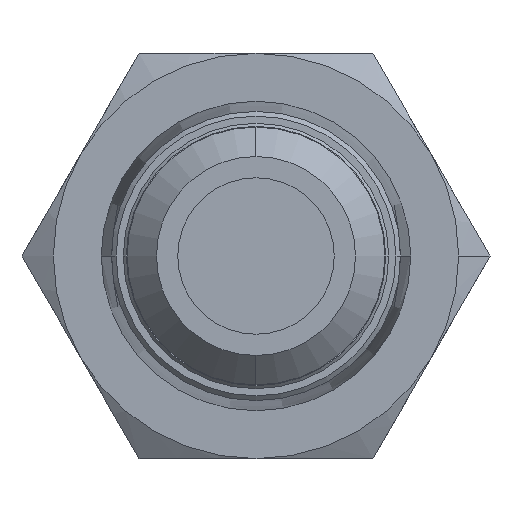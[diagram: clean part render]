
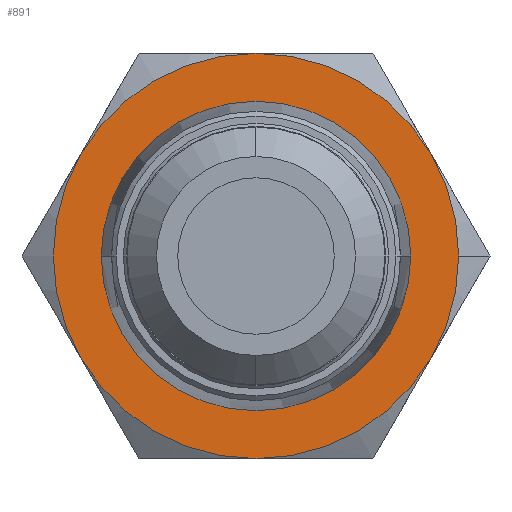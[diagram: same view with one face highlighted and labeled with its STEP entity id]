
A CAD part, front view. The second image highlights one B-rep face of the part: STEP entity #891.
In plain terms, the highlighted planar face has unit normal (0, -1, 0).
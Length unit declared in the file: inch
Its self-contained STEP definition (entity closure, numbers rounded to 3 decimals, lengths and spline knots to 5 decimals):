
#12 = CARTESIAN_POINT ( 'NONE',  ( 0., 11.499, 0. ) ) ;
#156 = EDGE_CURVE ( 'NONE', #2294, #662, #3413, .T. ) ;
#177 = CIRCLE ( 'NONE', #3313, 0.6875 ) ;
#244 = DIRECTION ( 'NONE',  ( 1., 0., 0. ) ) ;
#305 = CARTESIAN_POINT ( 'NONE',  ( 0., 11.499, -0.6875 ) ) ;
#359 = EDGE_CURVE ( 'NONE', #2540, #2294, #3460, .T. ) ;
#360 = AXIS2_PLACEMENT_3D ( 'NONE', #2070, #2071, #2110 ) ;
#366 = DIRECTION ( 'NONE',  ( -1., 0., 0. ) ) ;
#392 = CARTESIAN_POINT ( 'NONE',  ( 0., 11.499, 0. ) ) ;
#408 = CARTESIAN_POINT ( 'NONE',  ( 0., 11.499, 0. ) ) ;
#411 = CIRCLE ( 'NONE', #1942, 0.525 ) ;
#415 = DIRECTION ( 'NONE',  ( -1., 0., 0. ) ) ;
#432 = CIRCLE ( 'NONE', #1562, 0.6875 ) ;
#444 = CARTESIAN_POINT ( 'NONE',  ( 0., 11.499, 0.6875 ) ) ;
#531 = DIRECTION ( 'NONE',  ( 0., 1., 0. ) ) ;
#536 = CIRCLE ( 'NONE', #2618, 0.6875 ) ;
#614 = ORIENTED_EDGE ( 'NONE', *, *, #2112, .F. ) ;
#619 = CIRCLE ( 'NONE', #1626, 0.6875 ) ;
#651 = CARTESIAN_POINT ( 'NONE',  ( 1.19078, 11.499, 0.6875 ) ) ;
#662 = VERTEX_POINT ( 'NONE', #974 ) ;
#674 = CARTESIAN_POINT ( 'NONE',  ( 0.525, 11.499, 0. ) ) ;
#687 = ORIENTED_EDGE ( 'NONE', *, *, #1811, .F. ) ;
#691 = ORIENTED_EDGE ( 'NONE', *, *, #3493, .F. ) ;
#722 = DIRECTION ( 'NONE',  ( 0., 1., 0. ) ) ;
#738 = VERTEX_POINT ( 'NONE', #305 ) ;
#756 = CARTESIAN_POINT ( 'NONE',  ( -0.59539, 11.499, -0.34375 ) ) ;
#797 = AXIS2_PLACEMENT_3D ( 'NONE', #1578, #1409, #1074 ) ;
#848 = VERTEX_POINT ( 'NONE', #2274 ) ;
#891 = ADVANCED_FACE ( 'NONE', ( #3402, #1870 ), #2783, .T. ) ;
#972 = CARTESIAN_POINT ( 'NONE',  ( 0., 11.499, 0. ) ) ;
#974 = CARTESIAN_POINT ( 'NONE',  ( 0.6875, 11.499, 0. ) ) ;
#984 = EDGE_CURVE ( 'NONE', #738, #1051, #177, .T. ) ;
#1051 = VERTEX_POINT ( 'NONE', #756 ) ;
#1074 = DIRECTION ( 'NONE',  ( -1., 0., 0. ) ) ;
#1118 = CIRCLE ( 'NONE', #1520, 0.6875 ) ;
#1146 = CIRCLE ( 'NONE', #2758, 0.525 ) ;
#1161 = EDGE_CURVE ( 'NONE', #848, #2540, #536, .T. ) ;
#1184 = EDGE_LOOP ( 'NONE', ( #691, #2904 ) ) ;
#1284 = EDGE_LOOP ( 'NONE', ( #2317, #687, #3002, #2484, #614, #3140, #2627 ) ) ;
#1409 = DIRECTION ( 'NONE',  ( 0., 1., 0. ) ) ;
#1452 = DIRECTION ( 'NONE',  ( -1., 0., 0. ) ) ;
#1520 = AXIS2_PLACEMENT_3D ( 'NONE', #408, #722, #2031 ) ;
#1539 = DIRECTION ( 'NONE',  ( 0., 1., 0. ) ) ;
#1562 = AXIS2_PLACEMENT_3D ( 'NONE', #392, #2776, #244 ) ;
#1578 = CARTESIAN_POINT ( 'NONE',  ( 0., 11.499, 0. ) ) ;
#1626 = AXIS2_PLACEMENT_3D ( 'NONE', #972, #531, #2873 ) ;
#1811 = EDGE_CURVE ( 'NONE', #1051, #848, #1118, .T. ) ;
#1870 = FACE_OUTER_BOUND ( 'NONE', #1284, .T. ) ;
#1942 = AXIS2_PLACEMENT_3D ( 'NONE', #2482, #2384, #2209 ) ;
#2031 = DIRECTION ( 'NONE',  ( -1., 0., 0. ) ) ;
#2070 = CARTESIAN_POINT ( 'NONE',  ( 0., 11.499, 0. ) ) ;
#2071 = DIRECTION ( 'NONE',  ( 0., 1., 0. ) ) ;
#2110 = DIRECTION ( 'NONE',  ( -1., 0., 0. ) ) ;
#2112 = EDGE_CURVE ( 'NONE', #662, #2629, #619, .T. ) ;
#2209 = DIRECTION ( 'NONE',  ( -1., 0., 0. ) ) ;
#2274 = CARTESIAN_POINT ( 'NONE',  ( -0.59539, 11.499, 0.34375 ) ) ;
#2294 = VERTEX_POINT ( 'NONE', #2885 ) ;
#2317 = ORIENTED_EDGE ( 'NONE', *, *, #1161, .F. ) ;
#2384 = DIRECTION ( 'NONE',  ( 0., -1., 0. ) ) ;
#2454 = EDGE_CURVE ( 'NONE', #2629, #738, #432, .T. ) ;
#2482 = CARTESIAN_POINT ( 'NONE',  ( 0., 11.499, 0. ) ) ;
#2484 = ORIENTED_EDGE ( 'NONE', *, *, #2454, .F. ) ;
#2540 = VERTEX_POINT ( 'NONE', #444 ) ;
#2618 = AXIS2_PLACEMENT_3D ( 'NONE', #3243, #1539, #2704 ) ;
#2627 = ORIENTED_EDGE ( 'NONE', *, *, #359, .F. ) ;
#2629 = VERTEX_POINT ( 'NONE', #3489 ) ;
#2663 = VERTEX_POINT ( 'NONE', #3383 ) ;
#2678 = DIRECTION ( 'NONE',  ( 0., -1., 0. ) ) ;
#2704 = DIRECTION ( 'NONE',  ( -1., 0., 0. ) ) ;
#2758 = AXIS2_PLACEMENT_3D ( 'NONE', #2772, #2678, #415 ) ;
#2772 = CARTESIAN_POINT ( 'NONE',  ( 0., 11.499, 0. ) ) ;
#2776 = DIRECTION ( 'NONE',  ( 0., 1., 0. ) ) ;
#2783 = PLANE ( 'NONE',  #3115 ) ;
#2858 = DIRECTION ( 'NONE',  ( 0., 1., 0. ) ) ;
#2873 = DIRECTION ( 'NONE',  ( -1., 0., 0. ) ) ;
#2876 = EDGE_CURVE ( 'NONE', #2940, #2663, #1146, .T. ) ;
#2885 = CARTESIAN_POINT ( 'NONE',  ( 0.59539, 11.499, 0.34375 ) ) ;
#2904 = ORIENTED_EDGE ( 'NONE', *, *, #2876, .F. ) ;
#2940 = VERTEX_POINT ( 'NONE', #674 ) ;
#3002 = ORIENTED_EDGE ( 'NONE', *, *, #984, .F. ) ;
#3115 = AXIS2_PLACEMENT_3D ( 'NONE', #651, #3512, #366 ) ;
#3140 = ORIENTED_EDGE ( 'NONE', *, *, #156, .F. ) ;
#3243 = CARTESIAN_POINT ( 'NONE',  ( 0., 11.499, 0. ) ) ;
#3313 = AXIS2_PLACEMENT_3D ( 'NONE', #12, #2858, #1452 ) ;
#3383 = CARTESIAN_POINT ( 'NONE',  ( -0.525, 11.499, 0. ) ) ;
#3402 = FACE_BOUND ( 'NONE', #1184, .T. ) ;
#3413 = CIRCLE ( 'NONE', #360, 0.6875 ) ;
#3460 = CIRCLE ( 'NONE', #797, 0.6875 ) ;
#3489 = CARTESIAN_POINT ( 'NONE',  ( 0.59539, 11.499, -0.34375 ) ) ;
#3493 = EDGE_CURVE ( 'NONE', #2663, #2940, #411, .T. ) ;
#3512 = DIRECTION ( 'NONE',  ( 0., -1., 0. ) ) ;
